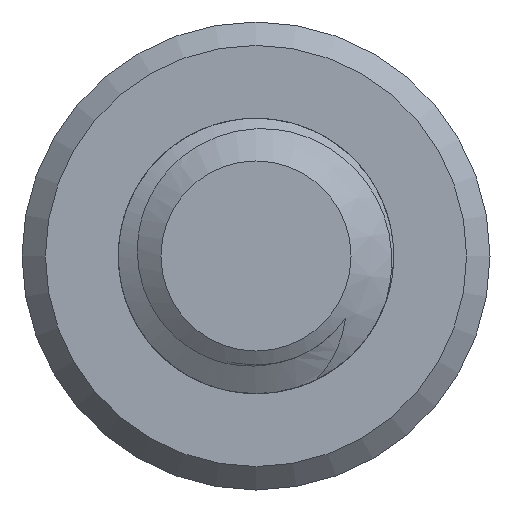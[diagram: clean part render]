
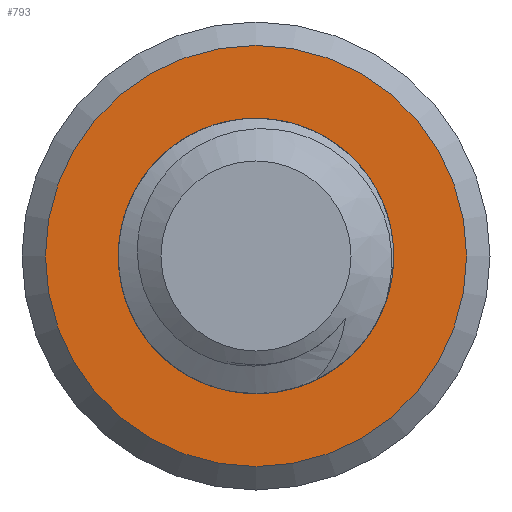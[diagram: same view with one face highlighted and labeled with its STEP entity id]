
A CAD part, left-side view. The second image highlights one B-rep face of the part: STEP entity #793.
In plain terms, the highlighted face is planar.
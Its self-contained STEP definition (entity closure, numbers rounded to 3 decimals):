
#20=FACE_BOUND('',#133,.T.);
#23=PLANE('',#870);
#83=FACE_OUTER_BOUND('',#132,.T.);
#132=EDGE_LOOP('',(#686));
#133=EDGE_LOOP('',(#687,#688,#689,#690));
#146=CIRCLE('',#822,2.5);
#150=CIRCLE('',#850,3.825);
#156=CIRCLE('',#861,1.98);
#217=B_SPLINE_CURVE_WITH_KNOTS('',3,(#3364,#3365,#3366,#3367,#3368,#3369,
#3370,#3371,#3372,#3373,#3374,#3375,#3376,#3377,#3378,#3379,#3380,#3381),
 .UNSPECIFIED.,.F.,.F.,(4,2,2,2,2,2,2,2,4),(0.,0.052,0.102,
0.179,0.282,0.412,0.537,
0.576,0.603),.UNSPECIFIED.);
#218=B_SPLINE_CURVE_WITH_KNOTS('',3,(#3744,#3745,#3746,#3747,#3748,#3749,
#3750,#3751,#3752,#3753,#3754,#3755,#3756,#3757,#3758,#3759,#3760,#3761),
 .UNSPECIFIED.,.F.,.F.,(4,2,2,2,2,2,2,2,4),(0.,0.07,0.135,
0.224,0.26,0.316,0.376,
0.427,0.497),.UNSPECIFIED.);
#301=VERTEX_POINT('',#1060);
#302=VERTEX_POINT('',#1089);
#353=VERTEX_POINT('',#2855);
#362=VERTEX_POINT('',#2928);
#363=VERTEX_POINT('',#2957);
#376=EDGE_CURVE('',#301,#302,#146,.T.);
#451=EDGE_CURVE('',#353,#353,#150,.T.);
#465=EDGE_CURVE('',#363,#362,#156,.T.);
#469=EDGE_CURVE('',#362,#302,#217,.T.);
#470=EDGE_CURVE('',#301,#363,#218,.T.);
#686=ORIENTED_EDGE('',*,*,#451,.T.);
#687=ORIENTED_EDGE('',*,*,#376,.F.);
#688=ORIENTED_EDGE('',*,*,#470,.T.);
#689=ORIENTED_EDGE('',*,*,#465,.T.);
#690=ORIENTED_EDGE('',*,*,#469,.T.);
#793=ADVANCED_FACE('',(#83,#20),#23,.F.);
#822=AXIS2_PLACEMENT_3D('',#1090,#891,#892);
#850=AXIS2_PLACEMENT_3D('',#2857,#971,#972);
#861=AXIS2_PLACEMENT_3D('',#2958,#996,#997);
#870=AXIS2_PLACEMENT_3D('',#3773,#1014,#1015);
#891=DIRECTION('center_axis',(0.,0.,1.));
#892=DIRECTION('ref_axis',(1.,0.,0.));
#971=DIRECTION('center_axis',(0.,0.,1.));
#972=DIRECTION('ref_axis',(-1.,0.,0.));
#996=DIRECTION('center_axis',(0.,0.,-1.));
#997=DIRECTION('ref_axis',(1.,0.,0.));
#1014=DIRECTION('center_axis',(0.,0.,-1.));
#1015=DIRECTION('ref_axis',(-1.,0.,0.));
#1060=CARTESIAN_POINT('',(0.,-2.5,-10.));
#1089=CARTESIAN_POINT('',(1.752,-1.784,-10.));
#1090=CARTESIAN_POINT('Origin',(0.,0.,-10.));
#2855=CARTESIAN_POINT('',(3.825,0.,-10.));
#2857=CARTESIAN_POINT('Origin',(0.,0.,-10.));
#2928=CARTESIAN_POINT('',(0.,1.98,-10.));
#2957=CARTESIAN_POINT('',(-1.388,1.413,-10.));
#2958=CARTESIAN_POINT('Origin',(0.,0.,-10.));
#3364=CARTESIAN_POINT('Ctrl Pts',(0.,1.98,
-10.));
#3365=CARTESIAN_POINT('Ctrl Pts',(0.173,1.998,-10.));
#3366=CARTESIAN_POINT('Ctrl Pts',(0.348,1.994,-10.));
#3367=CARTESIAN_POINT('Ctrl Pts',(0.685,1.943,-10.));
#3368=CARTESIAN_POINT('Ctrl Pts',(0.846,1.898,-10.));
#3369=CARTESIAN_POINT('Ctrl Pts',(1.238,1.738,-10.));
#3370=CARTESIAN_POINT('Ctrl Pts',(1.456,1.597,-10.));
#3371=CARTESIAN_POINT('Ctrl Pts',(1.891,1.185,-10.));
#3372=CARTESIAN_POINT('Ctrl Pts',(2.045,0.923,-10.));
#3373=CARTESIAN_POINT('Ctrl Pts',(2.26,0.439,-10.));
#3374=CARTESIAN_POINT('Ctrl Pts',(2.326,0.148,-10.));
#3375=CARTESIAN_POINT('Ctrl Pts',(2.347,-0.432,-10.));
#3376=CARTESIAN_POINT('Ctrl Pts',(2.304,-0.716,-10.));
#3377=CARTESIAN_POINT('Ctrl Pts',(2.183,-1.068,-10.));
#3378=CARTESIAN_POINT('Ctrl Pts',(2.123,-1.225,-10.));
#3379=CARTESIAN_POINT('Ctrl Pts',(1.938,-1.544,-10.));
#3380=CARTESIAN_POINT('Ctrl Pts',(1.85,-1.668,-10.));
#3381=CARTESIAN_POINT('Ctrl Pts',(1.752,-1.784,-10.));
#3744=CARTESIAN_POINT('Ctrl Pts',(0.,-2.5,
-10.));
#3745=CARTESIAN_POINT('Ctrl Pts',(-0.234,-2.481,
-10.));
#3746=CARTESIAN_POINT('Ctrl Pts',(-0.464,-2.428,
-10.));
#3747=CARTESIAN_POINT('Ctrl Pts',(-0.881,-2.264,
-10.));
#3748=CARTESIAN_POINT('Ctrl Pts',(-1.069,-2.159,-10.));
#3749=CARTESIAN_POINT('Ctrl Pts',(-1.478,-1.851,-10.));
#3750=CARTESIAN_POINT('Ctrl Pts',(-1.68,-1.629,-10.));
#3751=CARTESIAN_POINT('Ctrl Pts',(-1.898,-1.273,-10.));
#3752=CARTESIAN_POINT('Ctrl Pts',(-1.967,-1.145,-10.));
#3753=CARTESIAN_POINT('Ctrl Pts',(-2.117,-0.751,-10.));
#3754=CARTESIAN_POINT('Ctrl Pts',(-2.165,-0.494,
-10.));
#3755=CARTESIAN_POINT('Ctrl Pts',(-2.167,0.039,
-10.));
#3756=CARTESIAN_POINT('Ctrl Pts',(-2.115,0.311,-10.));
#3757=CARTESIAN_POINT('Ctrl Pts',(-1.927,0.78,-10.));
#3758=CARTESIAN_POINT('Ctrl Pts',(-1.825,0.938,-10.));
#3759=CARTESIAN_POINT('Ctrl Pts',(-1.647,1.179,-10.));
#3760=CARTESIAN_POINT('Ctrl Pts',(-1.525,1.305,-10.));
#3761=CARTESIAN_POINT('Ctrl Pts',(-1.388,1.413,-10.));
#3773=CARTESIAN_POINT('Origin',(0.,0.,-10.));
